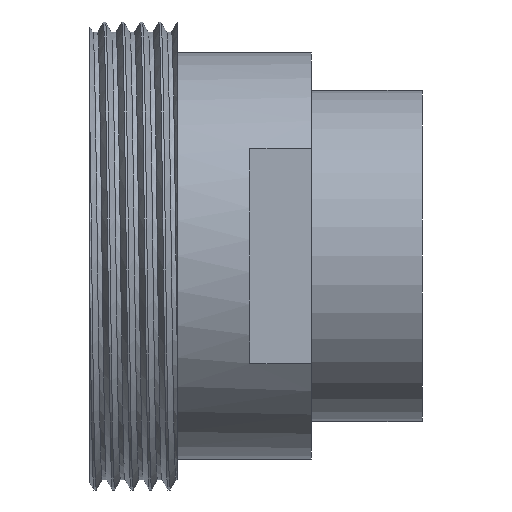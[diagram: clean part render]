
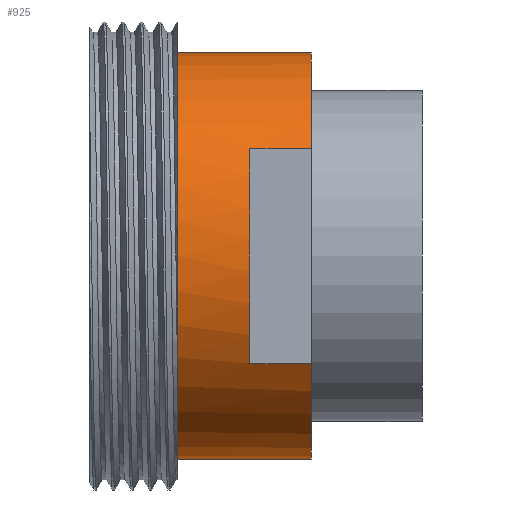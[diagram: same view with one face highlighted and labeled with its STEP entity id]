
A CAD part, front view. The second image highlights one B-rep face of the part: STEP entity #925.
In plain terms, the highlighted cylindrical face has radius 16.5 mm (diameter 33 mm), a partial arc.
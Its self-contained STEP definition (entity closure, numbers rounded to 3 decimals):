
#49 = CARTESIAN_POINT ( 'NONE',  ( 10.5, -14., -8.732 ) ) ;
#63 = ORIENTED_EDGE ( 'NONE', *, *, #123, .F. ) ;
#117 = ORIENTED_EDGE ( 'NONE', *, *, #338, .F. ) ;
#123 = EDGE_CURVE ( 'NONE', #619, #1339, #806, .T. ) ;
#137 = AXIS2_PLACEMENT_3D ( 'NONE', #487, #465, #1693 ) ;
#165 = DIRECTION ( 'NONE',  ( 1., 0., 0. ) ) ;
#192 = CARTESIAN_POINT ( 'NONE',  ( 10.5, 0., 16.5 ) ) ;
#238 = LINE ( 'NONE', #1320, #1849 ) ;
#247 = CARTESIAN_POINT ( 'NONE',  ( -0.406, 0., -16.5 ) ) ;
#251 = EDGE_CURVE ( 'NONE', #619, #308, #668, .T. ) ;
#271 = AXIS2_PLACEMENT_3D ( 'NONE', #1298, #823, #651 ) ;
#281 = ORIENTED_EDGE ( 'NONE', *, *, #1259, .F. ) ;
#308 = VERTEX_POINT ( 'NONE', #192 ) ;
#338 = EDGE_CURVE ( 'NONE', #1360, #490, #1138, .T. ) ;
#411 = VECTOR ( 'NONE', #1231, 1000. ) ;
#436 = ORIENTED_EDGE ( 'NONE', *, *, #1705, .F. ) ;
#465 = DIRECTION ( 'NONE',  ( -1., 0., 0. ) ) ;
#487 = CARTESIAN_POINT ( 'NONE',  ( 10.5, 0., 0. ) ) ;
#490 = VERTEX_POINT ( 'NONE', #1687 ) ;
#494 = ORIENTED_EDGE ( 'NONE', *, *, #1555, .T. ) ;
#556 = FACE_OUTER_BOUND ( 'NONE', #839, .T. ) ;
#603 = EDGE_CURVE ( 'NONE', #1216, #1735, #1669, .T. ) ;
#619 = VERTEX_POINT ( 'NONE', #1557 ) ;
#651 = DIRECTION ( 'NONE',  ( 0., 0., 1. ) ) ;
#668 = CIRCLE ( 'NONE', #1605, 16.5 ) ;
#722 = LINE ( 'NONE', #1026, #1727 ) ;
#754 = EDGE_CURVE ( 'NONE', #308, #490, #722, .T. ) ;
#756 = CARTESIAN_POINT ( 'NONE',  ( 10.5, 0., -16.5 ) ) ;
#790 = DIRECTION ( 'NONE',  ( 0., 0., 1. ) ) ;
#806 = LINE ( 'NONE', #1563, #411 ) ;
#823 = DIRECTION ( 'NONE',  ( -1., 0., 0. ) ) ;
#839 = EDGE_LOOP ( 'NONE', ( #281, #494, #1047, #436, #63, #1130, #1751, #117 ) ) ;
#857 = DIRECTION ( 'NONE',  ( -1., 0., 0. ) ) ;
#925 = ADVANCED_FACE ( 'NONE', ( #556 ), #1164, .T. ) ;
#938 = AXIS2_PLACEMENT_3D ( 'NONE', #1257, #1116, #1879 ) ;
#1001 = CARTESIAN_POINT ( 'NONE',  ( 5.5, -14., -8.732 ) ) ;
#1026 = CARTESIAN_POINT ( 'NONE',  ( -36.703, 0., 16.5 ) ) ;
#1047 = ORIENTED_EDGE ( 'NONE', *, *, #603, .F. ) ;
#1116 = DIRECTION ( 'NONE',  ( 1., 0., 0. ) ) ;
#1130 = ORIENTED_EDGE ( 'NONE', *, *, #251, .T. ) ;
#1138 = CIRCLE ( 'NONE', #271, 16.5 ) ;
#1164 = CYLINDRICAL_SURFACE ( 'NONE', #1942, 16.5 ) ;
#1216 = VERTEX_POINT ( 'NONE', #1001 ) ;
#1228 = VECTOR ( 'NONE', #165, 1000. ) ;
#1231 = DIRECTION ( 'NONE',  ( -1., 0., 0. ) ) ;
#1257 = CARTESIAN_POINT ( 'NONE',  ( 5.5, 0., 0. ) ) ;
#1259 = EDGE_CURVE ( 'NONE', #1522, #1360, #238, .T. ) ;
#1298 = CARTESIAN_POINT ( 'NONE',  ( -0.406, 0., 0. ) ) ;
#1320 = CARTESIAN_POINT ( 'NONE',  ( -36.703, 0., -16.5 ) ) ;
#1339 = VERTEX_POINT ( 'NONE', #1457 ) ;
#1360 = VERTEX_POINT ( 'NONE', #247 ) ;
#1365 = CIRCLE ( 'NONE', #938, 16.5 ) ;
#1418 = CARTESIAN_POINT ( 'NONE',  ( 10.5, 0., 0. ) ) ;
#1431 = DIRECTION ( 'NONE',  ( -1., 0., 0. ) ) ;
#1457 = CARTESIAN_POINT ( 'NONE',  ( 5.5, -14., 8.732 ) ) ;
#1472 = CARTESIAN_POINT ( 'NONE',  ( -36.703, 0., 0. ) ) ;
#1495 = DIRECTION ( 'NONE',  ( -1., 0., 0. ) ) ;
#1522 = VERTEX_POINT ( 'NONE', #756 ) ;
#1545 = CARTESIAN_POINT ( 'NONE',  ( -36.703, -14., -8.732 ) ) ;
#1554 = CIRCLE ( 'NONE', #137, 16.5 ) ;
#1555 = EDGE_CURVE ( 'NONE', #1522, #1735, #1554, .T. ) ;
#1557 = CARTESIAN_POINT ( 'NONE',  ( 10.5, -14., 8.732 ) ) ;
#1563 = CARTESIAN_POINT ( 'NONE',  ( -36.703, -14., 8.732 ) ) ;
#1605 = AXIS2_PLACEMENT_3D ( 'NONE', #1418, #1431, #790 ) ;
#1669 = LINE ( 'NONE', #1545, #1228 ) ;
#1687 = CARTESIAN_POINT ( 'NONE',  ( -0.406, 0., 16.5 ) ) ;
#1693 = DIRECTION ( 'NONE',  ( 0., 0., 1. ) ) ;
#1705 = EDGE_CURVE ( 'NONE', #1339, #1216, #1365, .T. ) ;
#1727 = VECTOR ( 'NONE', #1495, 1000. ) ;
#1735 = VERTEX_POINT ( 'NONE', #49 ) ;
#1751 = ORIENTED_EDGE ( 'NONE', *, *, #754, .T. ) ;
#1776 = DIRECTION ( 'NONE',  ( -1., 0., 0. ) ) ;
#1791 = DIRECTION ( 'NONE',  ( 0., 0., 1. ) ) ;
#1849 = VECTOR ( 'NONE', #1776, 1000. ) ;
#1879 = DIRECTION ( 'NONE',  ( 0., 0., -1. ) ) ;
#1942 = AXIS2_PLACEMENT_3D ( 'NONE', #1472, #857, #1791 ) ;
